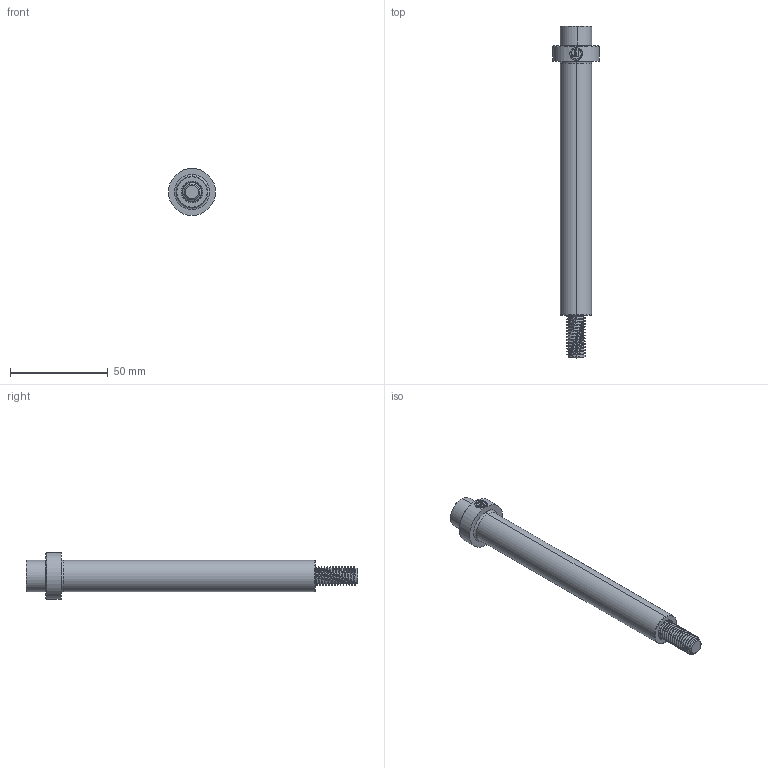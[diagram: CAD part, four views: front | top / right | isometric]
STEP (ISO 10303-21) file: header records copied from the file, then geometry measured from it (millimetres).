
FILE_DESCRIPTION (( 'STEP AP214' ), '1' );
FILE_NAME ('MSR-D16-L130.STEP', '2021-10-24T03:30:42', ( '' ), ( '' ), 'SwSTEP 2.0', 'SolidWorks 2016', '' );
FILE_SCHEMA (( 'AUTOMOTIVE_DESIGN' ));
Length unit declared in the file: millimetre
Products named in the file (5): MSR1-D16-L130; MSR-D16-L130; MSR2-D16-L130
Assembly tree (2 placements, depth 2):
  MSR1-D16-L130
  MSR-D16-L130
    MSR1-D16-L130
    MSR2-D16-L130
  MSR2-D16-L130
Bounding box: 24 x 170 x 24 mm (x, y, z)
Volume: 27690.4 mm3; surface area: 18006.3 mm2
Topology: 2 solids, 2 shells, 128 faces, 332 edges, 210 vertices
Faces by surface type: cylinder 52, plane 38, cone 19, bspline 11, torus 8
Entity records: 7883 total; most frequent: CARTESIAN_POINT 4959, ORIENTED_EDGE 660, DIRECTION 518, EDGE_CURVE 330, VERTEX_POINT 210, AXIS2_PLACEMENT_3D 203, EDGE_LOOP 134, FACE_OUTER_BOUND 128
